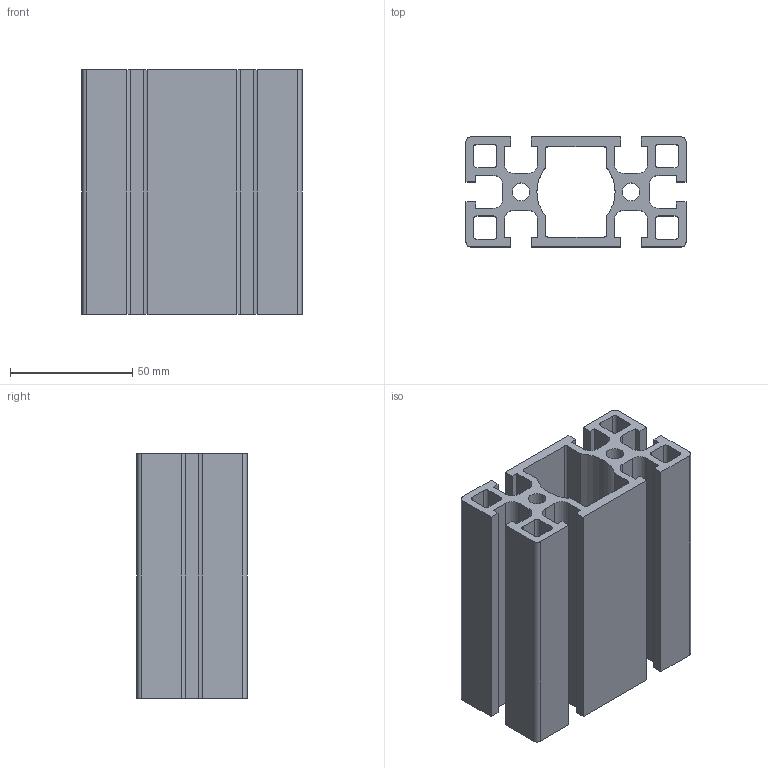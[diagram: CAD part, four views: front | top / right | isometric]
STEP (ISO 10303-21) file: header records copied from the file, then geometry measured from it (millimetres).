
FILE_DESCRIPTION((''),'2;1');
FILE_NAME('K_104590_100.stp','2013-02-18T10:51:57',('VeronikaF'),(''),'Autodesk Inventor 2011','Autodesk Inventor 2011','');
FILE_SCHEMA(('AUTOMOTIVE_DESIGN { 1 0 10303 214 1 1 1 1 }'));
Length unit declared in the file: millimetre
Products named in the file (1): 104590
Bounding box: 90 x 45 x 100 mm (x, y, z)
Volume: 151580.2 mm3; surface area: 83748.9 mm2
Topology: 1 solids, 1 shells, 116 faces, 342 edges, 228 vertices
Faces by surface type: plane 76, cylinder 40
Full cylindrical faces by diameter (mm): 7.2 x2
Entity records: 3910 total; most frequent: CARTESIAN_POINT 685, ORIENTED_EDGE 680, DIRECTION 654, EDGE_CURVE 340, VECTOR 260, LINE 260, VERTEX_POINT 228, AXIS2_PLACEMENT_3D 197
